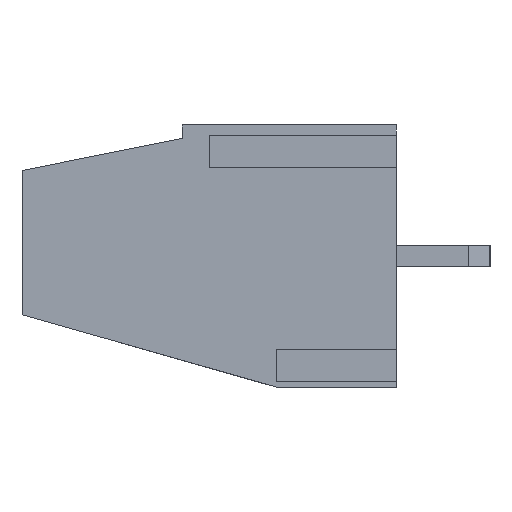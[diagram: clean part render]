
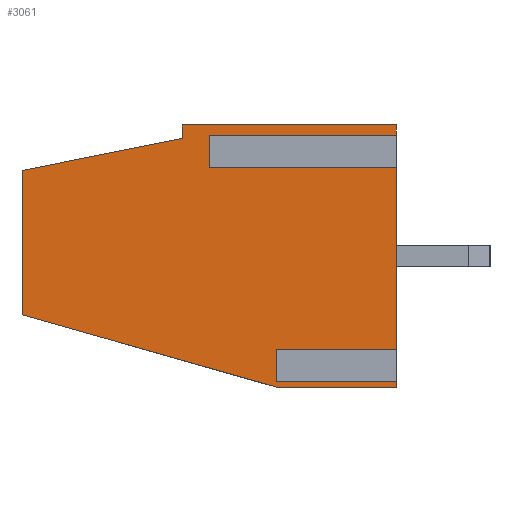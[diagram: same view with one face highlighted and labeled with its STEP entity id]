
A CAD part, left-side view. The second image highlights one B-rep face of the part: STEP entity #3061.
In plain terms, the highlighted planar face has unit normal (-1, 0, 0).
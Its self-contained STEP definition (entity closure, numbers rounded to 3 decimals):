
#1842=CARTESIAN_POINT('',(-43.18,0.,4.4));
#1843=VERTEX_POINT('',#1842);
#1844=CARTESIAN_POINT('',(-43.18,0.,3.76));
#1845=VERTEX_POINT('',#1844);
#1846=CARTESIAN_POINT('',(-43.18,0.,4.4));
#1847=DIRECTION('',(0.,0.,-1.));
#1848=VECTOR('',#1847,0.64);
#1849=LINE('',#1846,#1848);
#1850=EDGE_CURVE('',#1843,#1845,#1849,.T.);
#1868=CARTESIAN_POINT('',(-43.18,0.,3.04));
#1869=VERTEX_POINT('',#1868);
#1876=CARTESIAN_POINT('',(-43.18,0.,-4.24));
#1877=VERTEX_POINT('',#1876);
#1878=CARTESIAN_POINT('',(-43.18,0.,3.04));
#1879=DIRECTION('',(0.,0.,-1.));
#1880=VECTOR('',#1879,7.28);
#1881=LINE('',#1878,#1880);
#1882=EDGE_CURVE('',#1869,#1877,#1881,.T.);
#1900=CARTESIAN_POINT('',(-43.18,0.,-4.96));
#1901=VERTEX_POINT('',#1900);
#1908=CARTESIAN_POINT('',(-43.18,0.,-5.4));
#1909=VERTEX_POINT('',#1908);
#1910=CARTESIAN_POINT('',(-43.18,0.,-4.96));
#1911=DIRECTION('',(0.,0.,-1.));
#1912=VECTOR('',#1911,0.44);
#1913=LINE('',#1910,#1912);
#1914=EDGE_CURVE('',#1901,#1909,#1913,.T.);
#2961=CARTESIAN_POINT('',(-43.18,0.,4.4));
#2962=DIRECTION('',(0.,0.,1.));
#2963=DIRECTION('',(-1.,0.,0.));
#2964=AXIS2_PLACEMENT_3D('',#2961,#2963,#2962);
#2965=PLANE('',#2964);
#2966=ORIENTED_EDGE('',*,*,#1882,.F.);
#2967=CARTESIAN_POINT('',(-43.18,7.,3.04));
#2968=VERTEX_POINT('',#2967);
#2969=CARTESIAN_POINT('',(-43.18,0.,3.04));
#2970=DIRECTION('',(0.,1.,0.));
#2971=VECTOR('',#2970,7.);
#2972=LINE('',#2969,#2971);
#2973=EDGE_CURVE('',#1869,#2968,#2972,.T.);
#2974=ORIENTED_EDGE('',*,*,#2973,.T.);
#2975=CARTESIAN_POINT('',(-43.18,7.,3.76));
#2976=VERTEX_POINT('',#2975);
#2977=CARTESIAN_POINT('',(-43.18,7.,3.04));
#2978=DIRECTION('',(0.,0.,1.));
#2979=VECTOR('',#2978,0.72);
#2980=LINE('',#2977,#2979);
#2981=EDGE_CURVE('',#2968,#2976,#2980,.T.);
#2982=ORIENTED_EDGE('',*,*,#2981,.T.);
#2983=CARTESIAN_POINT('',(-43.18,7.,3.76));
#2984=DIRECTION('',(0.,-1.,0.));
#2985=VECTOR('',#2984,7.);
#2986=LINE('',#2983,#2985);
#2987=EDGE_CURVE('',#2976,#1845,#2986,.T.);
#2988=ORIENTED_EDGE('',*,*,#2987,.T.);
#2989=ORIENTED_EDGE('',*,*,#1850,.F.);
#2990=CARTESIAN_POINT('',(-43.18,8.,4.4));
#2991=VERTEX_POINT('',#2990);
#2992=CARTESIAN_POINT('',(-43.18,8.,4.4));
#2993=DIRECTION('',(0.,-1.,0.));
#2994=VECTOR('',#2993,8.);
#2995=LINE('',#2992,#2994);
#2996=EDGE_CURVE('',#2991,#1843,#2995,.T.);
#2997=ORIENTED_EDGE('',*,*,#2996,.F.);
#2998=CARTESIAN_POINT('',(-43.18,8.,3.9));
#2999=VERTEX_POINT('',#2998);
#3000=CARTESIAN_POINT('',(-43.18,8.,3.9));
#3001=DIRECTION('',(0.,0.,1.));
#3002=VECTOR('',#3001,0.5);
#3003=LINE('',#3000,#3002);
#3004=EDGE_CURVE('',#2999,#2991,#3003,.T.);
#3005=ORIENTED_EDGE('',*,*,#3004,.F.);
#3006=CARTESIAN_POINT('',(-43.18,14.,2.7));
#3007=VERTEX_POINT('',#3006);
#3008=CARTESIAN_POINT('',(-43.18,14.,2.7));
#3009=DIRECTION('',(0.,-0.981,0.196));
#3010=VECTOR('',#3009,6.119);
#3011=LINE('',#3008,#3010);
#3012=EDGE_CURVE('',#3007,#2999,#3011,.T.);
#3013=ORIENTED_EDGE('',*,*,#3012,.F.);
#3014=CARTESIAN_POINT('',(-43.18,14.,-2.7));
#3015=VERTEX_POINT('',#3014);
#3016=CARTESIAN_POINT('',(-43.18,14.,-2.7));
#3017=DIRECTION('',(0.,0.,1.));
#3018=VECTOR('',#3017,5.4);
#3019=LINE('',#3016,#3018);
#3020=EDGE_CURVE('',#3015,#3007,#3019,.T.);
#3021=ORIENTED_EDGE('',*,*,#3020,.F.);
#3022=CARTESIAN_POINT('',(-43.18,4.5,-5.4));
#3023=VERTEX_POINT('',#3022);
#3024=CARTESIAN_POINT('',(-43.18,4.5,-5.4));
#3025=DIRECTION('',(0.,0.962,0.273));
#3026=VECTOR('',#3025,9.876);
#3027=LINE('',#3024,#3026);
#3028=EDGE_CURVE('',#3023,#3015,#3027,.T.);
#3029=ORIENTED_EDGE('',*,*,#3028,.F.);
#3030=CARTESIAN_POINT('',(-43.18,0.,-5.4));
#3031=DIRECTION('',(0.,1.,0.));
#3032=VECTOR('',#3031,4.5);
#3033=LINE('',#3030,#3032);
#3034=EDGE_CURVE('',#1909,#3023,#3033,.T.);
#3035=ORIENTED_EDGE('',*,*,#3034,.F.);
#3036=ORIENTED_EDGE('',*,*,#1914,.F.);
#3037=CARTESIAN_POINT('',(-43.18,4.5,-4.96));
#3038=VERTEX_POINT('',#3037);
#3039=CARTESIAN_POINT('',(-43.18,0.,-4.96));
#3040=DIRECTION('',(0.,1.,0.));
#3041=VECTOR('',#3040,4.5);
#3042=LINE('',#3039,#3041);
#3043=EDGE_CURVE('',#1901,#3038,#3042,.T.);
#3044=ORIENTED_EDGE('',*,*,#3043,.T.);
#3045=CARTESIAN_POINT('',(-43.18,4.5,-4.24));
#3046=VERTEX_POINT('',#3045);
#3047=CARTESIAN_POINT('',(-43.18,4.5,-4.96));
#3048=DIRECTION('',(0.,0.,1.));
#3049=VECTOR('',#3048,0.72);
#3050=LINE('',#3047,#3049);
#3051=EDGE_CURVE('',#3038,#3046,#3050,.T.);
#3052=ORIENTED_EDGE('',*,*,#3051,.T.);
#3053=CARTESIAN_POINT('',(-43.18,4.5,-4.24));
#3054=DIRECTION('',(0.,-1.,0.));
#3055=VECTOR('',#3054,4.5);
#3056=LINE('',#3053,#3055);
#3057=EDGE_CURVE('',#3046,#1877,#3056,.T.);
#3058=ORIENTED_EDGE('',*,*,#3057,.T.);
#3059=EDGE_LOOP('',(#2966,#2974,#2982,#2988,#2989,#2997,#3005,#3013,#3021,#3029,#3035,#3036,#3044,#3052,#3058));
#3060=FACE_OUTER_BOUND('',#3059,.T.);
#3061=ADVANCED_FACE('',(#3060),#2965,.T.);
